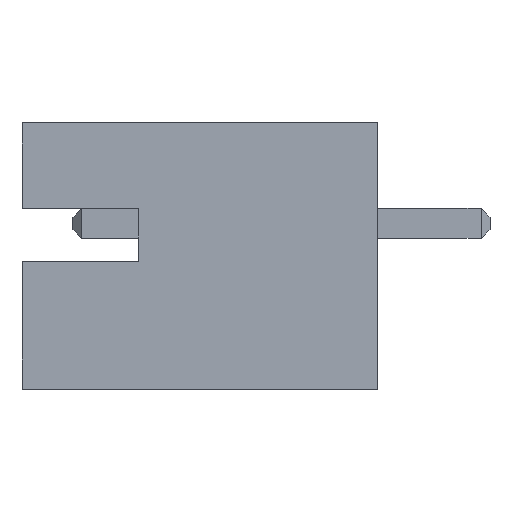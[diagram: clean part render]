
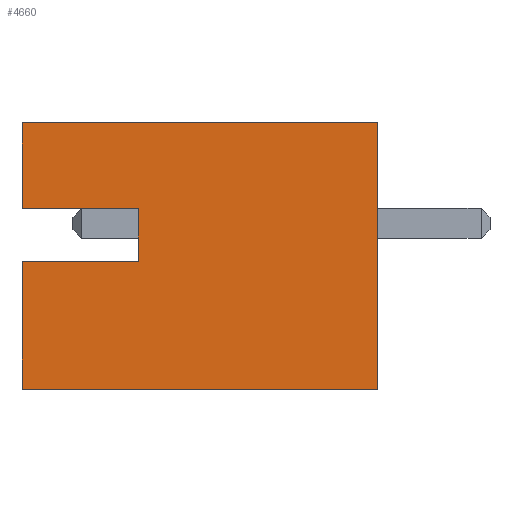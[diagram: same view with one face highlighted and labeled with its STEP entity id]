
A CAD part, left-side view. The second image highlights one B-rep face of the part: STEP entity #4660.
In plain terms, the highlighted planar face has unit normal (-1, 0, 0).
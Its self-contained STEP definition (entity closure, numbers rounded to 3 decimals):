
#2 = LINE ( 'NONE', #974, #2077 ) ;
#10 = EDGE_CURVE ( 'NONE', #4710, #3184, #5297, .T. ) ;
#47 = VERTEX_POINT ( 'NONE', #2526 ) ;
#133 = DIRECTION ( 'NONE',  ( 0., 0., 1. ) ) ;
#168 = CARTESIAN_POINT ( 'NONE',  ( -7., 0., -2.25 ) ) ;
#182 = ORIENTED_EDGE ( 'NONE', *, *, #10, .F. ) ;
#251 = LINE ( 'NONE', #5053, #4436 ) ;
#438 = DIRECTION ( 'NONE',  ( 0., -1., 0. ) ) ;
#481 = DIRECTION ( 'NONE',  ( 0., -1., 0. ) ) ;
#501 = EDGE_CURVE ( 'NONE', #4726, #47, #1137, .T. ) ;
#782 = CARTESIAN_POINT ( 'NONE',  ( -7., 6., -2.25 ) ) ;
#857 = ORIENTED_EDGE ( 'NONE', *, *, #2633, .F. ) ;
#860 = ORIENTED_EDGE ( 'NONE', *, *, #4684, .T. ) ;
#914 = CARTESIAN_POINT ( 'NONE',  ( -7., 0., 2.25 ) ) ;
#974 = CARTESIAN_POINT ( 'NONE',  ( -7., 6., -0.09 ) ) ;
#985 = EDGE_CURVE ( 'NONE', #3317, #1617, #1612, .T. ) ;
#1008 = VECTOR ( 'NONE', #133, 1000. ) ;
#1066 = CARTESIAN_POINT ( 'NONE',  ( -7., 6., -2.25 ) ) ;
#1137 = LINE ( 'NONE', #3032, #1008 ) ;
#1241 = FACE_OUTER_BOUND ( 'NONE', #4825, .T. ) ;
#1330 = DIRECTION ( 'NONE',  ( 1., 0., 0. ) ) ;
#1493 = ORIENTED_EDGE ( 'NONE', *, *, #4314, .F. ) ;
#1521 = CARTESIAN_POINT ( 'NONE',  ( -7., 6., -0.09 ) ) ;
#1528 = DIRECTION ( 'NONE',  ( 0., 0., 1. ) ) ;
#1612 = LINE ( 'NONE', #2311, #3675 ) ;
#1617 = VERTEX_POINT ( 'NONE', #1521 ) ;
#1668 = DIRECTION ( 'NONE',  ( 0., 0., 1. ) ) ;
#1865 = VERTEX_POINT ( 'NONE', #168 ) ;
#1893 = DIRECTION ( 'NONE',  ( 0., 0., 1. ) ) ;
#2036 = CARTESIAN_POINT ( 'NONE',  ( -7., 6., 0.8 ) ) ;
#2077 = VECTOR ( 'NONE', #4299, 1000. ) ;
#2084 = VECTOR ( 'NONE', #2455, 1000. ) ;
#2144 = CARTESIAN_POINT ( 'NONE',  ( -7., 6., -2.25 ) ) ;
#2173 = CARTESIAN_POINT ( 'NONE',  ( -7., 4.04, -0.09 ) ) ;
#2209 = LINE ( 'NONE', #2036, #2084 ) ;
#2215 = VECTOR ( 'NONE', #1668, 1000. ) ;
#2311 = CARTESIAN_POINT ( 'NONE',  ( -7., 6., -2.25 ) ) ;
#2441 = ORIENTED_EDGE ( 'NONE', *, *, #501, .F. ) ;
#2453 = EDGE_CURVE ( 'NONE', #1865, #3184, #2793, .T. ) ;
#2455 = DIRECTION ( 'NONE',  ( 0., 1., 0. ) ) ;
#2519 = ORIENTED_EDGE ( 'NONE', *, *, #985, .F. ) ;
#2526 = CARTESIAN_POINT ( 'NONE',  ( -7., 4.04, 0.8 ) ) ;
#2633 = EDGE_CURVE ( 'NONE', #47, #2858, #2209, .T. ) ;
#2793 = LINE ( 'NONE', #4437, #3897 ) ;
#2841 = EDGE_CURVE ( 'NONE', #1617, #4726, #2, .T. ) ;
#2858 = VERTEX_POINT ( 'NONE', #4319 ) ;
#3032 = CARTESIAN_POINT ( 'NONE',  ( -7., 4.04, 0.8 ) ) ;
#3184 = VERTEX_POINT ( 'NONE', #914 ) ;
#3317 = VERTEX_POINT ( 'NONE', #1066 ) ;
#3320 = LINE ( 'NONE', #782, #2215 ) ;
#3675 = VECTOR ( 'NONE', #1893, 1000. ) ;
#3801 = PLANE ( 'NONE',  #4884 ) ;
#3897 = VECTOR ( 'NONE', #1528, 1000. ) ;
#4195 = VECTOR ( 'NONE', #438, 1000. ) ;
#4242 = DIRECTION ( 'NONE',  ( 0., 0., -1. ) ) ;
#4258 = CARTESIAN_POINT ( 'NONE',  ( -7., 6., 2.25 ) ) ;
#4299 = DIRECTION ( 'NONE',  ( 0., -1., 0. ) ) ;
#4314 = EDGE_CURVE ( 'NONE', #2858, #4710, #3320, .T. ) ;
#4319 = CARTESIAN_POINT ( 'NONE',  ( -7., 6., 0.8 ) ) ;
#4436 = VECTOR ( 'NONE', #481, 1000. ) ;
#4437 = CARTESIAN_POINT ( 'NONE',  ( -7., 0., -2.25 ) ) ;
#4614 = CARTESIAN_POINT ( 'NONE',  ( -7., 6., 2.25 ) ) ;
#4660 = ADVANCED_FACE ( 'NONE', ( #1241 ), #3801, .F. ) ;
#4684 = EDGE_CURVE ( 'NONE', #3317, #1865, #251, .T. ) ;
#4710 = VERTEX_POINT ( 'NONE', #4258 ) ;
#4726 = VERTEX_POINT ( 'NONE', #2173 ) ;
#4809 = ORIENTED_EDGE ( 'NONE', *, *, #2841, .F. ) ;
#4825 = EDGE_LOOP ( 'NONE', ( #2441, #4809, #2519, #860, #4909, #182, #1493, #857 ) ) ;
#4884 = AXIS2_PLACEMENT_3D ( 'NONE', #2144, #1330, #4242 ) ;
#4909 = ORIENTED_EDGE ( 'NONE', *, *, #2453, .T. ) ;
#5053 = CARTESIAN_POINT ( 'NONE',  ( -7., 6., -2.25 ) ) ;
#5297 = LINE ( 'NONE', #4614, #4195 ) ;
